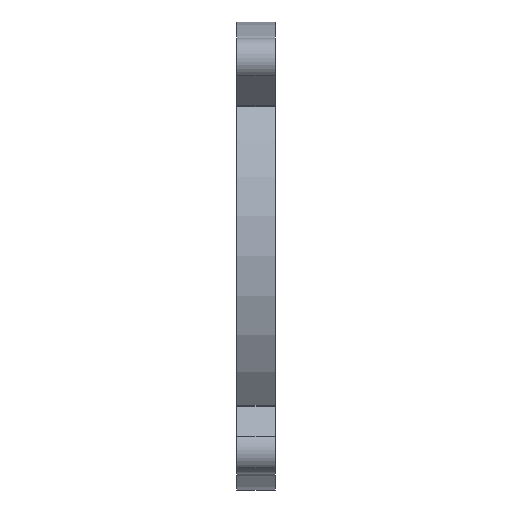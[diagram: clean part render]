
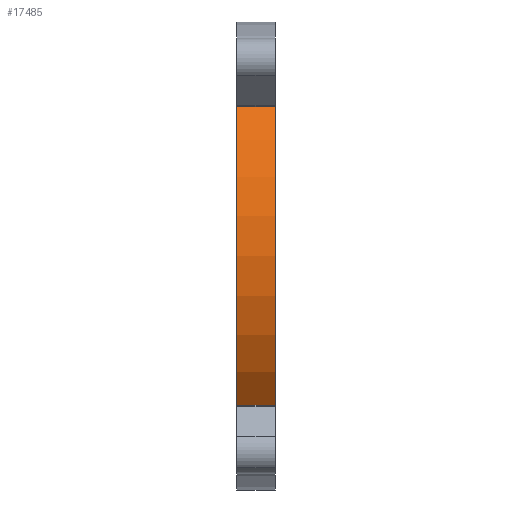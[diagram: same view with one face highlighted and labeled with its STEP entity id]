
A CAD part, left-side view. The second image highlights one B-rep face of the part: STEP entity #17485.
In plain terms, the highlighted cylindrical face has radius 43 mm (diameter 86 mm), a partial arc.
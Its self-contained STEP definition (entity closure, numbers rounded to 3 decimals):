
#115 = CARTESIAN_POINT ( 'NONE',  ( -33.099, 7., 27.449 ) ) ;
#217 = DIRECTION ( 'NONE',  ( 0., -1., 0. ) ) ;
#524 = CARTESIAN_POINT ( 'NONE',  ( -33.099, 3.5, 27.449 ) ) ;
#533 = EDGE_CURVE ( 'NONE', #14991, #3056, #2058, .T. ) ;
#633 = AXIS2_PLACEMENT_3D ( 'NONE', #2144, #7575, #11951 ) ;
#742 = EDGE_LOOP ( 'NONE', ( #7402, #11397, #12921, #12570 ) ) ;
#998 = CARTESIAN_POINT ( 'NONE',  ( 0., 7., 0. ) ) ;
#1383 = CARTESIAN_POINT ( 'NONE',  ( -33.099, 3.5, -27.449 ) ) ;
#1491 = CIRCLE ( 'NONE', #633, 43. ) ;
#2058 = LINE ( 'NONE', #524, #14823 ) ;
#2144 = CARTESIAN_POINT ( 'NONE',  ( 0., 0., 0. ) ) ;
#2481 = CARTESIAN_POINT ( 'NONE',  ( 0., 7., 0. ) ) ;
#2662 = VECTOR ( 'NONE', #217, 1000. ) ;
#2696 = DIRECTION ( 'NONE',  ( 0.707, 0., 0.707 ) ) ;
#3056 = VERTEX_POINT ( 'NONE', #115 ) ;
#3331 = CARTESIAN_POINT ( 'NONE',  ( -33.099, 0., -27.449 ) ) ;
#3572 = CIRCLE ( 'NONE', #4147, 43. ) ;
#3817 = CYLINDRICAL_SURFACE ( 'NONE', #12418, 43. ) ;
#4147 = AXIS2_PLACEMENT_3D ( 'NONE', #998, #10545, #2696 ) ;
#7078 = VERTEX_POINT ( 'NONE', #3331 ) ;
#7118 = VERTEX_POINT ( 'NONE', #12890 ) ;
#7402 = ORIENTED_EDGE ( 'NONE', *, *, #8535, .T. ) ;
#7575 = DIRECTION ( 'NONE',  ( 0., 1., 0. ) ) ;
#7682 = CARTESIAN_POINT ( 'NONE',  ( -33.099, 0., 27.449 ) ) ;
#7916 = DIRECTION ( 'NONE',  ( -0.707, 0., -0.707 ) ) ;
#8535 = EDGE_CURVE ( 'NONE', #7078, #14991, #1491, .T. ) ;
#9347 = DIRECTION ( 'NONE',  ( 0., -1., 0. ) ) ;
#9864 = EDGE_CURVE ( 'NONE', #7118, #7078, #12460, .T. ) ;
#10545 = DIRECTION ( 'NONE',  ( 0., 1., 0. ) ) ;
#11397 = ORIENTED_EDGE ( 'NONE', *, *, #533, .T. ) ;
#11951 = DIRECTION ( 'NONE',  ( 0.707, 0., 0.707 ) ) ;
#12418 = AXIS2_PLACEMENT_3D ( 'NONE', #2481, #9347, #7916 ) ;
#12460 = LINE ( 'NONE', #1383, #2662 ) ;
#12570 = ORIENTED_EDGE ( 'NONE', *, *, #9864, .T. ) ;
#12890 = CARTESIAN_POINT ( 'NONE',  ( -33.099, 7., -27.449 ) ) ;
#12921 = ORIENTED_EDGE ( 'NONE', *, *, #16438, .F. ) ;
#14188 = DIRECTION ( 'NONE',  ( 0., 1., 0. ) ) ;
#14823 = VECTOR ( 'NONE', #14188, 1000. ) ;
#14991 = VERTEX_POINT ( 'NONE', #7682 ) ;
#16438 = EDGE_CURVE ( 'NONE', #7118, #3056, #3572, .T. ) ;
#17402 = FACE_OUTER_BOUND ( 'NONE', #742, .T. ) ;
#17485 = ADVANCED_FACE ( 'NONE', ( #17402 ), #3817, .T. ) ;
